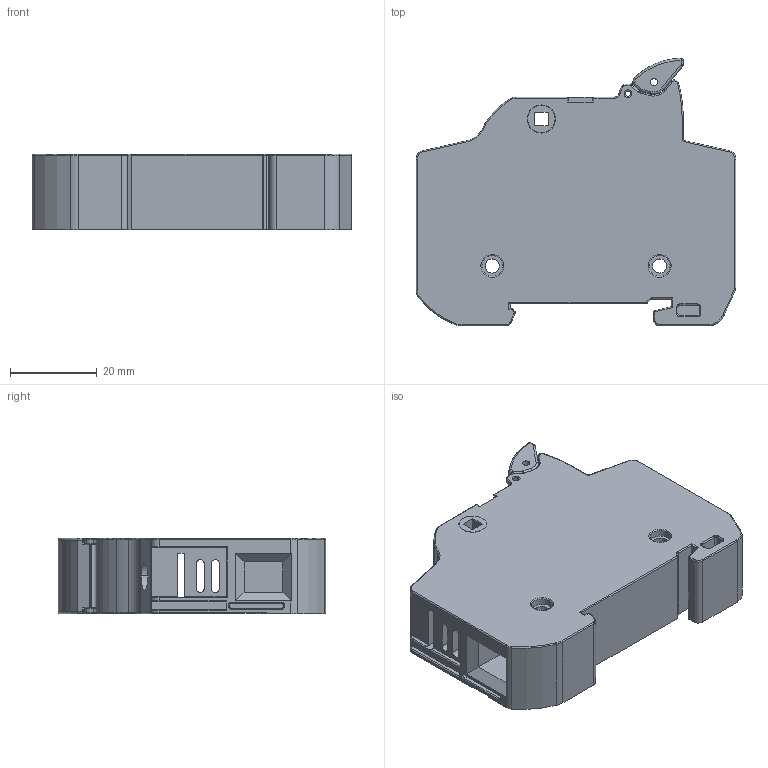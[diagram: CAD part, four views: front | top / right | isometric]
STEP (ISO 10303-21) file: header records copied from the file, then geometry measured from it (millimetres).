
FILE_DESCRIPTION (( 'STEP AP203' ), '1' );
FILE_NAME ('EHM1DU-1.STEP', '2012-02-22T18:36:01', ( '.adc' ), ( '' ), 'SwSTEP 2.0', 'SolidWorks 2011', '' );
FILE_SCHEMA (( 'CONFIG_CONTROL_DESIGN' ));
Length unit declared in the file: millimetre
Products named in the file (1): EHM1DU-1
Bounding box: 73.88 x 61.82 x 17.5 mm (x, y, z)
Volume: 52719.1 mm3; surface area: 19538.4 mm2
Topology: 1 solids, 1 shells, 589 faces, 1519 edges, 956 vertices
Faces by surface type: plane 245, cylinder 196, torus 112, bspline 26, cone 10
Entity records: 19473 total; most frequent: CARTESIAN_POINT 4817, DIRECTION 3118, ORIENTED_EDGE 3038, EDGE_CURVE 1519, AXIS2_PLACEMENT_3D 1129, VERTEX_POINT 956, VECTOR 860, LINE 860
